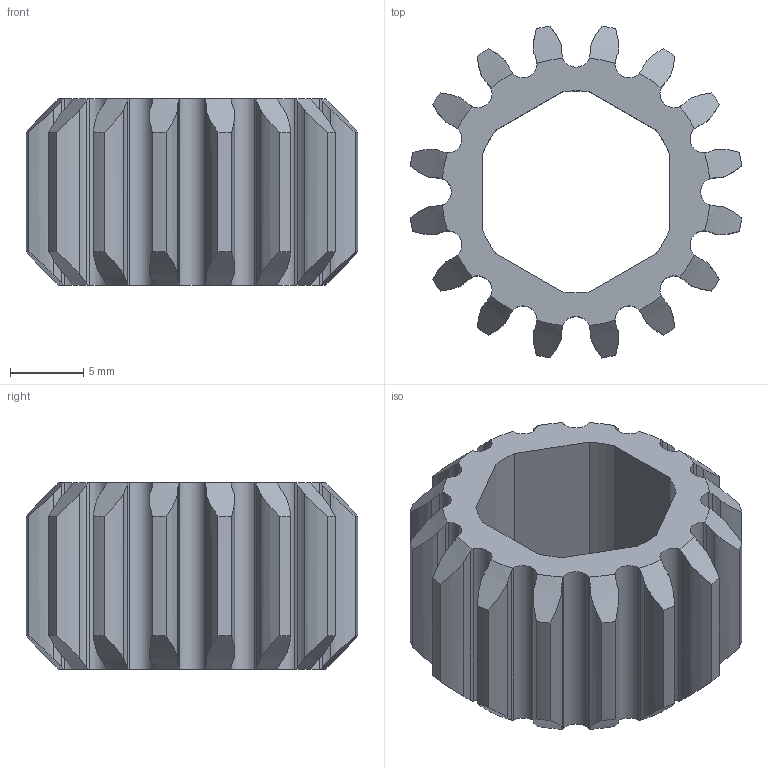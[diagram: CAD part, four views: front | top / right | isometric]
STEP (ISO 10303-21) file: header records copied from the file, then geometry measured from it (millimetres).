
FILE_DESCRIPTION (( 'STEP AP203' ), '1' );
FILE_NAME ('REV-21-2196.STEP', '2022-03-31T19:04:07', ( '' ), ( '' ), 'SwSTEP 2.0', 'SolidWorks 2022', '' );
FILE_SCHEMA (( 'CONFIG_CONTROL_DESIGN' ));
Length unit declared in the file: millimetre
Products named in the file (1): REV-21-2196
Bounding box: 22.59 x 22.59 x 12.7 mm (x, y, z)
Volume: 2056.9 mm3; surface area: 2327.9 mm2
Topology: 1 solids, 1 shells, 182 faces, 543 edges, 362 vertices
Faces by surface type: bspline 96, cylinder 43, cone 32, plane 11
Entity records: 7790 total; most frequent: CARTESIAN_POINT 3488, ORIENTED_EDGE 1086, DIRECTION 583, EDGE_CURVE 543, VERTEX_POINT 362, B_SPLINE_CURVE_WITH_KNOTS 256, AXIS2_PLACEMENT_3D 209, EDGE_LOOP 183
